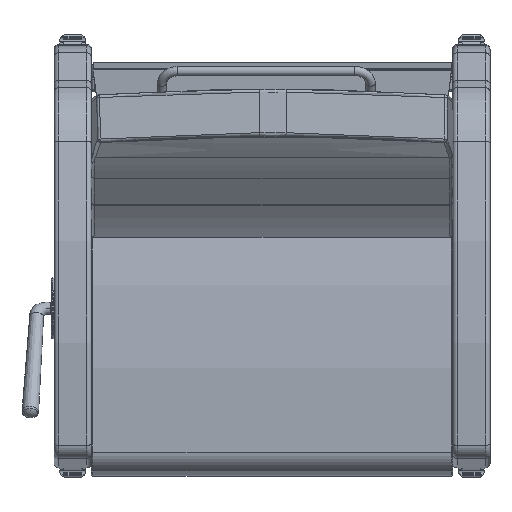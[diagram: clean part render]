
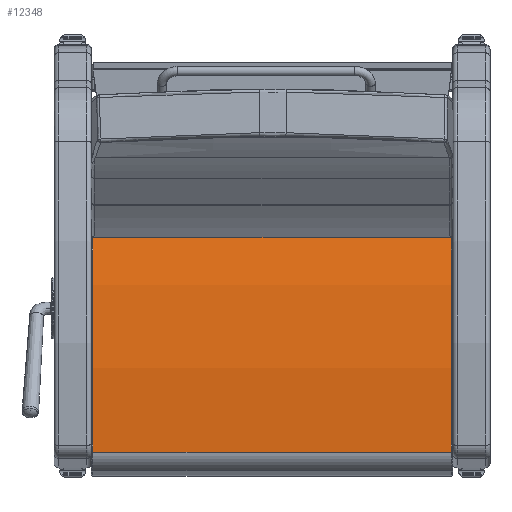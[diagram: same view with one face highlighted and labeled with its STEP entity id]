
A CAD part, front view. The second image highlights one B-rep face of the part: STEP entity #12348.
In plain terms, the highlighted free-form (B-spline) face has degree [3, 1] with [18, 2] control points.
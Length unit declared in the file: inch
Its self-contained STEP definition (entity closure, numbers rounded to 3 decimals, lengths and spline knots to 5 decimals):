
#627=B_SPLINE_SURFACE_WITH_KNOTS('',3,1,((#24722,#24723),(#24724,#24725),
(#24726,#24727),(#24728,#24729),(#24730,#24731),(#24732,#24733),(#24734,
#24735),(#24736,#24737),(#24738,#24739),(#24740,#24741),(#24742,#24743),
(#24744,#24745),(#24746,#24747),(#24748,#24749),(#24750,#24751),(#24752,
#24753),(#24754,#24755),(#24756,#24757)),.UNSPECIFIED.,.F.,.F.,.F.,(4,1,
1,1,1,1,1,1,1,1,1,1,1,1,1,4),(2,2),(-1.69612,-1.66826,
-1.6404,-1.62647,-1.59861,-1.58468,
-1.55682,-1.54289,-1.51503,-1.5011,-1.47324,
-1.45931,-1.43145,-1.41752,-1.38966,
-1.3618),(0.,110.49),.UNSPECIFIED.);
#988=ELLIPSE('',#14201,60.30357,60.25);
#990=ELLIPSE('',#14223,60.30357,60.25);
#1804=LINE('',#24720,#2540);
#1805=LINE('',#24759,#2541);
#2540=VECTOR('',#18091,0.3937);
#2541=VECTOR('',#18094,0.3937);
#3436=FACE_OUTER_BOUND('',#4300,.T.);
#4300=EDGE_LOOP('',(#11210,#11211,#11212,#11213));
#6142=VERTEX_POINT('',#24351);
#6143=VERTEX_POINT('',#24352);
#6162=VERTEX_POINT('',#24719);
#6163=VERTEX_POINT('',#24758);
#7823=EDGE_CURVE('',#6142,#6143,#988,.T.);
#7852=EDGE_CURVE('',#6162,#6143,#1804,.T.);
#7854=EDGE_CURVE('',#6163,#6142,#1805,.T.);
#7855=EDGE_CURVE('',#6162,#6163,#990,.T.);
#11210=ORIENTED_EDGE('',*,*,#7823,.F.);
#11211=ORIENTED_EDGE('',*,*,#7854,.F.);
#11212=ORIENTED_EDGE('',*,*,#7855,.F.);
#11213=ORIENTED_EDGE('',*,*,#7852,.T.);
#12348=ADVANCED_FACE('',(#3436),#627,.T.);
#14201=AXIS2_PLACEMENT_3D('',#24353,#18040,#18041);
#14223=AXIS2_PLACEMENT_3D('',#24760,#18095,#18096);
#18040=DIRECTION('center_axis',(0.,0.,
-1.));
#18041=DIRECTION('ref_axis',(1.,0.,0.));
#18091=DIRECTION('',(0.,0.,-1.));
#18094=DIRECTION('',(0.,0.,-1.));
#18095=DIRECTION('center_axis',(0.,0.,1.));
#18096=DIRECTION('ref_axis',(1.,0.,0.));
#24351=CARTESIAN_POINT('',(3.60935,-1.68389,0.124));
#24352=CARTESIAN_POINT('',(23.65848,-2.52291,0.124));
#24353=CARTESIAN_POINT('Origin',(11.14546,-61.46156,0.124));
#24719=CARTESIAN_POINT('',(23.65848,-2.52291,28.876));
#24720=CARTESIAN_POINT('',(23.65848,-2.52291,29.));
#24722=CARTESIAN_POINT('Ctrl Pts',(3.60935,-1.68389,29.));
#24723=CARTESIAN_POINT('Ctrl Pts',(3.60935,-1.68389,-14.5));
#24724=CARTESIAN_POINT('Ctrl Pts',(4.16497,-1.61396,29.));
#24725=CARTESIAN_POINT('Ctrl Pts',(4.16497,-1.61396,-14.5));
#24726=CARTESIAN_POINT('Ctrl Pts',(5.27817,-1.48959,29.));
#24727=CARTESIAN_POINT('Ctrl Pts',(5.27817,-1.48959,-14.5));
#24728=CARTESIAN_POINT('Ctrl Pts',(6.67346,-1.3729,29.));
#24729=CARTESIAN_POINT('Ctrl Pts',(6.67346,-1.3729,-14.5));
#24730=CARTESIAN_POINT('Ctrl Pts',(8.07078,-1.28537,29.));
#24731=CARTESIAN_POINT('Ctrl Pts',(8.07078,-1.28537,-14.5));
#24732=CARTESIAN_POINT('Ctrl Pts',(9.18994,-1.2387,29.));
#24733=CARTESIAN_POINT('Ctrl Pts',(9.18994,-1.2387,-14.5));
#24734=CARTESIAN_POINT('Ctrl Pts',(10.5897,-1.20957,29.));
#24735=CARTESIAN_POINT('Ctrl Pts',(10.5897,-1.20957,-14.5));
#24736=CARTESIAN_POINT('Ctrl Pts',(11.70984,-1.20965,29.));
#24737=CARTESIAN_POINT('Ctrl Pts',(11.70984,-1.20965,-14.5));
#24738=CARTESIAN_POINT('Ctrl Pts',(13.1096,-1.23898,29.));
#24739=CARTESIAN_POINT('Ctrl Pts',(13.1096,-1.23898,-14.5));
#24740=CARTESIAN_POINT('Ctrl Pts',(14.22875,-1.28581,29.));
#24741=CARTESIAN_POINT('Ctrl Pts',(14.22875,-1.28581,-14.5));
#24742=CARTESIAN_POINT('Ctrl Pts',(15.62606,-1.37354,29.));
#24743=CARTESIAN_POINT('Ctrl Pts',(15.62606,-1.37354,-14.5));
#24744=CARTESIAN_POINT('Ctrl Pts',(16.74228,-1.46705,29.));
#24745=CARTESIAN_POINT('Ctrl Pts',(16.74228,-1.46705,-14.5));
#24746=CARTESIAN_POINT('Ctrl Pts',(18.1347,-1.61302,29.));
#24747=CARTESIAN_POINT('Ctrl Pts',(18.1347,-1.61302,-14.5));
#24748=CARTESIAN_POINT('Ctrl Pts',(19.24603,-1.75304,29.));
#24749=CARTESIAN_POINT('Ctrl Pts',(19.24603,-1.75304,-14.5));
#24750=CARTESIAN_POINT('Ctrl Pts',(20.63114,-1.95701,29.));
#24751=CARTESIAN_POINT('Ctrl Pts',(20.63114,-1.95701,-14.5));
#24752=CARTESIAN_POINT('Ctrl Pts',(22.01177,-2.18986,29.));
#24753=CARTESIAN_POINT('Ctrl Pts',(22.01177,-2.18986,-14.5));
#24754=CARTESIAN_POINT('Ctrl Pts',(23.11066,-2.40681,29.));
#24755=CARTESIAN_POINT('Ctrl Pts',(23.11066,-2.40681,-14.5));
#24756=CARTESIAN_POINT('Ctrl Pts',(23.65848,-2.52291,29.));
#24757=CARTESIAN_POINT('Ctrl Pts',(23.65848,-2.52291,-14.5));
#24758=CARTESIAN_POINT('',(3.60935,-1.68389,28.876));
#24759=CARTESIAN_POINT('',(3.60935,-1.68389,29.));
#24760=CARTESIAN_POINT('Origin',(11.14546,-61.46156,28.876));
